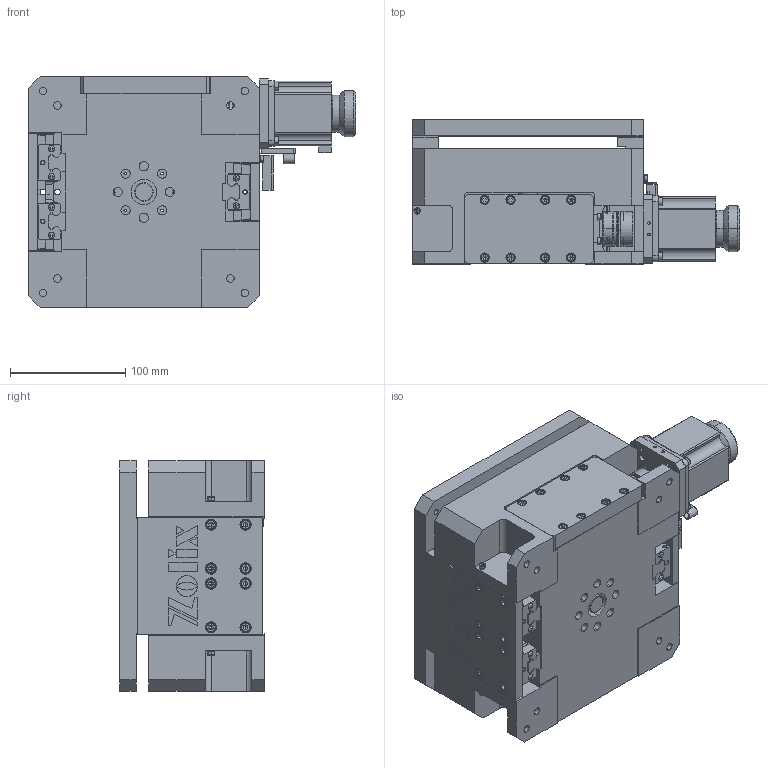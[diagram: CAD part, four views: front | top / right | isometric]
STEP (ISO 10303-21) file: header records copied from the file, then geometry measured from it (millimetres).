
FILE_DESCRIPTION (( 'STEP AP203' ), '1' );
FILE_NAME ('CZF40-200.step', '2019-05-06T07:48:10', ( '' ), ( '' ), 'SwSTEP 2.0', 'SolidWorks 2017', '' );
FILE_SCHEMA (( 'CONFIG_CONTROL_DESIGN' ));
Length unit declared in the file: millimetre
Products named in the file (1): CZF40-200
Bounding box: 283.6 x 125 x 200 mm (x, y, z)
Surface area: 366786.4 mm2 (no closed solid volume)
Topology: 0 solids, 94 shells, 1217 faces, 4868 edges, 3603 vertices
Faces by surface type: plane 640, cylinder 390, torus 88, cone 86, bspline 13
Entity records: 52494 total; most frequent: CARTESIAN_POINT 12932, DIRECTION 8161, ORIENTED_EDGE 7155, EDGE_CURVE 4804, VERTEX_POINT 3603, AXIS2_PLACEMENT_3D 2741, LINE 2679, VECTOR 2679
